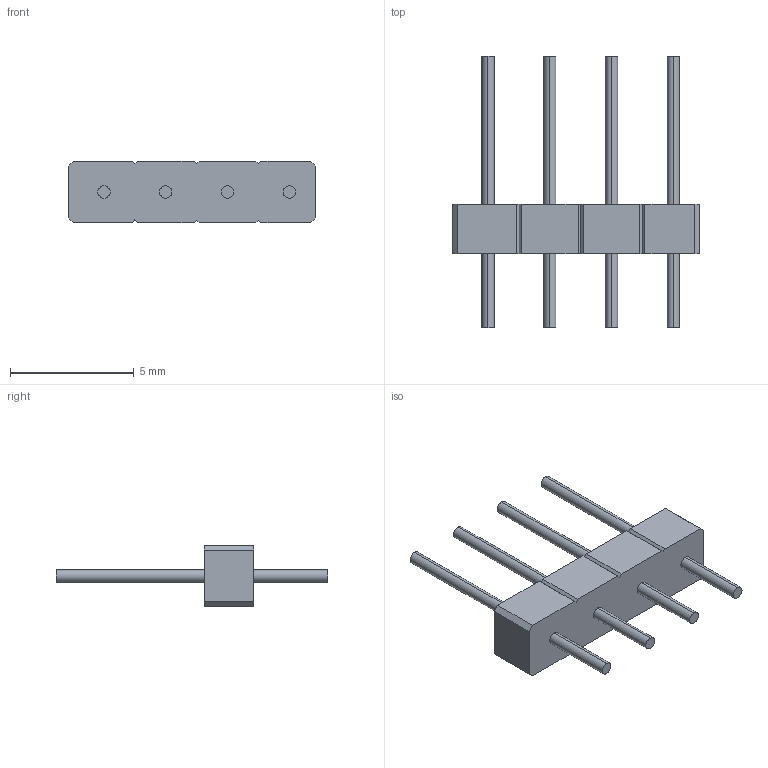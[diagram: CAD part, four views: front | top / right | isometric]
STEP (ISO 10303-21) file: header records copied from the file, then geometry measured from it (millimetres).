
FILE_DESCRIPTION (( 'STEP AP214' ), '1' );
FILE_NAME ('4 Headers.STEP', '2023-02-25T15:48:50', ( '' ), ( '' ), 'SwSTEP 2.0', 'SolidWorks 2023', '' );
FILE_SCHEMA (( 'AUTOMOTIVE_DESIGN' ));
Length unit declared in the file: millimetre
Products named in the file (1): 4 Headers_Varsayılan
Bounding box: 10 x 11 x 2.5 mm (x, y, z)
Volume: 56.8 mm3; surface area: 156.4 mm2
Topology: 1 solids, 1 shells, 52 faces, 126 edges, 84 vertices
Faces by surface type: plane 36, cylinder 16
Entity records: 2117 total; most frequent: DIRECTION 264, CARTESIAN_POINT 263, ORIENTED_EDGE 252, EDGE_CURVE 126, LINE 94, VECTOR 94, AXIS2_PLACEMENT_3D 85, VERTEX_POINT 84
